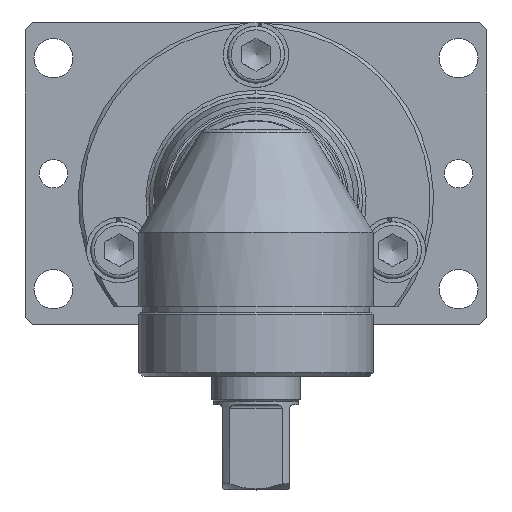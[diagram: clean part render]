
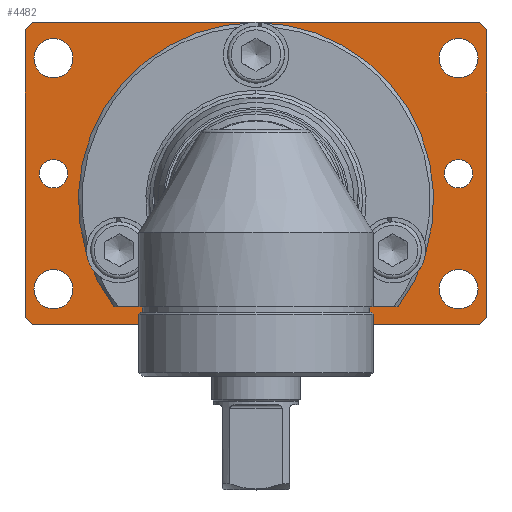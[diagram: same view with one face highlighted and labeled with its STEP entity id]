
A CAD part, front view. The second image highlights one B-rep face of the part: STEP entity #4482.
In plain terms, the highlighted planar face has unit normal (0, -1, 0).
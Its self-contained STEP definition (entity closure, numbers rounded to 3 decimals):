
#222=LINE('',#8205,#441);
#260=LINE('',#8486,#479);
#264=LINE('',#8495,#483);
#282=LINE('',#8624,#501);
#285=LINE('',#8630,#504);
#289=LINE('',#8638,#508);
#291=LINE('',#8641,#510);
#295=LINE('',#8648,#514);
#296=LINE('',#8649,#515);
#297=LINE('',#8651,#516);
#441=VECTOR('',#5740,10.);
#479=VECTOR('',#5998,10.);
#483=VECTOR('',#6004,10.);
#501=VECTOR('',#6156,10.);
#504=VECTOR('',#6161,10.);
#508=VECTOR('',#6167,10.);
#510=VECTOR('',#6171,10.);
#514=VECTOR('',#6177,10.);
#515=VECTOR('',#6178,10.);
#516=VECTOR('',#6181,10.);
#725=FACE_BOUND('',#1181,.T.);
#726=FACE_BOUND('',#1182,.T.);
#727=FACE_BOUND('',#1183,.T.);
#728=FACE_BOUND('',#1184,.T.);
#729=FACE_BOUND('',#1185,.T.);
#730=FACE_BOUND('',#1186,.T.);
#891=FACE_OUTER_BOUND('',#1180,.T.);
#1180=EDGE_LOOP('',(#3677,#3678,#3679,#3680,#3681,#3682,#3683,#3684,#3685,
#3686,#3687,#3688));
#1181=EDGE_LOOP('',(#3689));
#1182=EDGE_LOOP('',(#3690));
#1183=EDGE_LOOP('',(#3691));
#1184=EDGE_LOOP('',(#3692));
#1185=EDGE_LOOP('',(#3693));
#1186=EDGE_LOOP('',(#3694));
#1417=CIRCLE('',#4795,50.);
#1418=CIRCLE('',#4796,50.);
#1514=CIRCLE('',#4944,5.5);
#1517=CIRCLE('',#4948,5.5);
#1520=CIRCLE('',#4952,5.5);
#1523=CIRCLE('',#4956,5.5);
#1538=CIRCLE('',#4975,4.);
#1541=CIRCLE('',#4979,4.);
#1831=VERTEX_POINT('',#8123);
#1834=VERTEX_POINT('',#8128);
#1835=VERTEX_POINT('',#8130);
#1936=VERTEX_POINT('',#8482);
#1938=VERTEX_POINT('',#8485);
#1940=VERTEX_POINT('',#8491);
#1942=VERTEX_POINT('',#8494);
#1946=VERTEX_POINT('',#8504);
#1949=VERTEX_POINT('',#8512);
#1952=VERTEX_POINT('',#8520);
#1955=VERTEX_POINT('',#8528);
#1970=VERTEX_POINT('',#8566);
#1973=VERTEX_POINT('',#8574);
#1986=VERTEX_POINT('',#8623);
#1988=VERTEX_POINT('',#8629);
#1990=VERTEX_POINT('',#8635);
#1993=VERTEX_POINT('',#8645);
#2364=EDGE_CURVE('',#1835,#1834,#1417,.T.);
#2365=EDGE_CURVE('',#1831,#1835,#1418,.T.);
#2398=EDGE_CURVE('',#1834,#1831,#222,.T.);
#2513=EDGE_CURVE('',#1938,#1936,#260,.T.);
#2517=EDGE_CURVE('',#1942,#1940,#264,.T.);
#2523=EDGE_CURVE('',#1946,#1946,#1514,.T.);
#2527=EDGE_CURVE('',#1949,#1949,#1517,.T.);
#2531=EDGE_CURVE('',#1952,#1952,#1520,.T.);
#2535=EDGE_CURVE('',#1955,#1955,#1523,.T.);
#2554=EDGE_CURVE('',#1970,#1970,#1538,.T.);
#2558=EDGE_CURVE('',#1973,#1973,#1541,.T.);
#2583=EDGE_CURVE('',#1938,#1986,#282,.T.);
#2586=EDGE_CURVE('',#1988,#1936,#285,.T.);
#2590=EDGE_CURVE('',#1988,#1990,#289,.T.);
#2592=EDGE_CURVE('',#1942,#1990,#291,.T.);
#2596=EDGE_CURVE('',#1835,#1986,#295,.T.);
#2597=EDGE_CURVE('',#1993,#1835,#296,.T.);
#2598=EDGE_CURVE('',#1993,#1940,#297,.T.);
#3677=ORIENTED_EDGE('',*,*,#2598,.F.);
#3678=ORIENTED_EDGE('',*,*,#2597,.T.);
#3679=ORIENTED_EDGE('',*,*,#2364,.T.);
#3680=ORIENTED_EDGE('',*,*,#2398,.T.);
#3681=ORIENTED_EDGE('',*,*,#2365,.T.);
#3682=ORIENTED_EDGE('',*,*,#2596,.T.);
#3683=ORIENTED_EDGE('',*,*,#2583,.F.);
#3684=ORIENTED_EDGE('',*,*,#2513,.T.);
#3685=ORIENTED_EDGE('',*,*,#2586,.F.);
#3686=ORIENTED_EDGE('',*,*,#2590,.T.);
#3687=ORIENTED_EDGE('',*,*,#2592,.F.);
#3688=ORIENTED_EDGE('',*,*,#2517,.T.);
#3689=ORIENTED_EDGE('',*,*,#2558,.T.);
#3690=ORIENTED_EDGE('',*,*,#2554,.T.);
#3691=ORIENTED_EDGE('',*,*,#2535,.T.);
#3692=ORIENTED_EDGE('',*,*,#2531,.T.);
#3693=ORIENTED_EDGE('',*,*,#2527,.T.);
#3694=ORIENTED_EDGE('',*,*,#2523,.T.);
#4262=PLANE('',#5017);
#4482=ADVANCED_FACE('',(#891,#725,#726,#727,#728,#729,#730),#4262,.T.);
#4795=AXIS2_PLACEMENT_3D('',#8131,#5666,#5667);
#4796=AXIS2_PLACEMENT_3D('',#8132,#5668,#5669);
#4944=AXIS2_PLACEMENT_3D('',#8506,#6014,#6015);
#4948=AXIS2_PLACEMENT_3D('',#8514,#6023,#6024);
#4952=AXIS2_PLACEMENT_3D('',#8522,#6032,#6033);
#4956=AXIS2_PLACEMENT_3D('',#8530,#6041,#6042);
#4975=AXIS2_PLACEMENT_3D('',#8568,#6083,#6084);
#4979=AXIS2_PLACEMENT_3D('',#8576,#6092,#6093);
#5017=AXIS2_PLACEMENT_3D('',#8660,#6192,#6193);
#5666=DIRECTION('center_axis',(0.,1.,0.));
#5667=DIRECTION('ref_axis',(0.,0.,
-1.));
#5668=DIRECTION('center_axis',(0.,1.,0.));
#5669=DIRECTION('ref_axis',(0.,0.,
-1.));
#5740=DIRECTION('',(-1.,0.,0.));
#5998=DIRECTION('',(0.,0.,-1.));
#6004=DIRECTION('',(0.,0.,1.));
#6014=DIRECTION('center_axis',(0.,1.,0.));
#6015=DIRECTION('ref_axis',(0.,0.,
-1.));
#6023=DIRECTION('center_axis',(0.,1.,0.));
#6024=DIRECTION('ref_axis',(0.,0.,
-1.));
#6032=DIRECTION('center_axis',(0.,1.,0.));
#6033=DIRECTION('ref_axis',(0.,0.,
-1.));
#6041=DIRECTION('center_axis',(0.,1.,0.));
#6042=DIRECTION('ref_axis',(0.,0.,
-1.));
#6083=DIRECTION('center_axis',(0.,1.,0.));
#6084=DIRECTION('ref_axis',(0.,0.,
-1.));
#6092=DIRECTION('center_axis',(0.,1.,0.));
#6093=DIRECTION('ref_axis',(0.,0.,
-1.));
#6156=DIRECTION('',(0.707,0.,0.707));
#6161=DIRECTION('',(-0.707,0.,0.707));
#6167=DIRECTION('',(1.,0.,0.));
#6171=DIRECTION('',(-0.707,0.,-0.707));
#6177=DIRECTION('',(-1.,0.,0.));
#6178=DIRECTION('',(-1.,0.,0.));
#6181=DIRECTION('',(0.707,0.,-0.707));
#6192=DIRECTION('center_axis',(0.,-1.,0.));
#6193=DIRECTION('ref_axis',(0.,0.,1.));
#8123=CARTESIAN_POINT('',(-40.,199.,-30.));
#8128=CARTESIAN_POINT('',(40.,199.,-30.));
#8130=CARTESIAN_POINT('',(0.,199.,50.));
#8131=CARTESIAN_POINT('Origin',(0.,199.,
0.));
#8132=CARTESIAN_POINT('Origin',(0.,199.,
0.));
#8205=CARTESIAN_POINT('',(20.,199.,-30.));
#8482=CARTESIAN_POINT('',(-65.,199.,-33.));
#8485=CARTESIAN_POINT('',(-65.,199.,48.));
#8486=CARTESIAN_POINT('',(-65.,199.,50.));
#8491=CARTESIAN_POINT('',(65.,199.,48.));
#8494=CARTESIAN_POINT('',(65.,199.,-33.));
#8495=CARTESIAN_POINT('',(65.,199.,-35.));
#8504=CARTESIAN_POINT('',(57.,199.,45.5));
#8506=CARTESIAN_POINT('Origin',(57.,199.,40.));
#8512=CARTESIAN_POINT('',(-57.,199.,45.5));
#8514=CARTESIAN_POINT('Origin',(-57.,199.,40.));
#8520=CARTESIAN_POINT('',(57.,199.,-19.5));
#8522=CARTESIAN_POINT('Origin',(57.,199.,-25.));
#8528=CARTESIAN_POINT('',(-57.,199.,-19.5));
#8530=CARTESIAN_POINT('Origin',(-57.,199.,-25.));
#8566=CARTESIAN_POINT('',(-57.,199.,11.5));
#8568=CARTESIAN_POINT('Origin',(-57.,199.,7.5));
#8574=CARTESIAN_POINT('',(57.,199.,11.5));
#8576=CARTESIAN_POINT('Origin',(57.,199.,7.5));
#8623=CARTESIAN_POINT('',(-63.,199.,50.));
#8624=CARTESIAN_POINT('',(-58.375,199.,54.625));
#8629=CARTESIAN_POINT('',(-63.,199.,-35.));
#8630=CARTESIAN_POINT('',(-58.375,199.,-39.625));
#8635=CARTESIAN_POINT('',(63.,199.,-35.));
#8638=CARTESIAN_POINT('',(-65.,199.,-35.));
#8641=CARTESIAN_POINT('',(58.375,199.,-39.625));
#8645=CARTESIAN_POINT('',(63.,199.,50.));
#8648=CARTESIAN_POINT('',(65.,199.,50.));
#8649=CARTESIAN_POINT('',(65.,199.,50.));
#8651=CARTESIAN_POINT('',(58.375,199.,54.625));
#8660=CARTESIAN_POINT('Origin',(0.,199.,
7.5));
